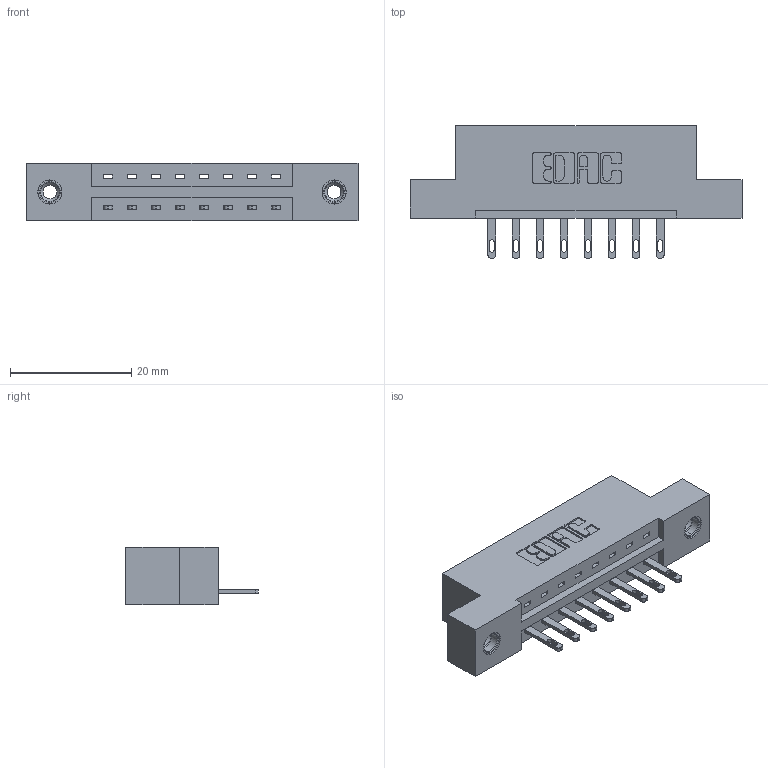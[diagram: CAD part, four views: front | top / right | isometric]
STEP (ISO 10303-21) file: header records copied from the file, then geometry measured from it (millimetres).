
FILE_DESCRIPTION (( 'STEP AP203' ), '1' );
FILE_NAME ('887-008-500-108.STEP', '2020-09-20T15:46:03', ( '' ), ( '' ), 'SwSTEP 2.0', 'SolidWorks 2020', '' );
FILE_SCHEMA (( 'CONFIG_CONTROL_DESIGN' ));
Length unit declared in the file: inch
Products named in the file (4): 887-008-500-108; 345-292-001_345-293-100; 837 Part_Flush Mounting Lugs - 0.156 Dia-TI; 345-250-001_345-250-003-102
Assembly tree (11 placements, depth 2):
  887-008-500-108
    837 Part_Flush Mounting Lugs - 0.156 Dia-TI
    345-292-001_345-293-100  x8
    345-250-001_345-250-003-102  x2
Bounding box: 54.71 x 21.85 x 9.4 mm (x, y, z)
Volume: 5259.3 mm3; surface area: 5294.4 mm2
Topology: 11 solids, 11 shells, 638 faces, 1887 edges, 1250 vertices
Faces by surface type: plane 422, cylinder 200, cone 12, torus 4
Entity records: 11460 total; most frequent: CARTESIAN_POINT 1973, ORIENTED_EDGE 1910, DIRECTION 1765, EDGE_CURVE 955, VECTOR 803, LINE 803, VERTEX_POINT 632, AXIS2_PLACEMENT_3D 481
